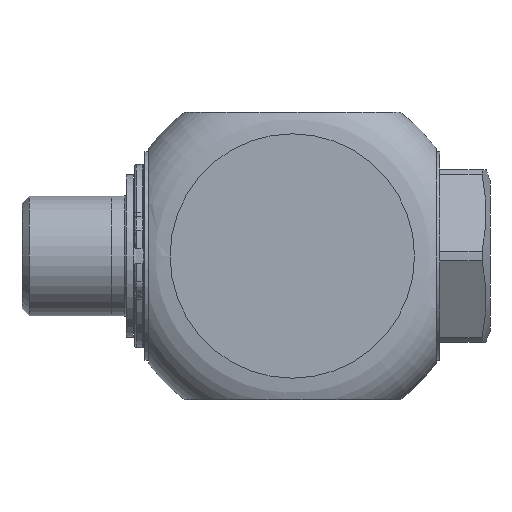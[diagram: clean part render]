
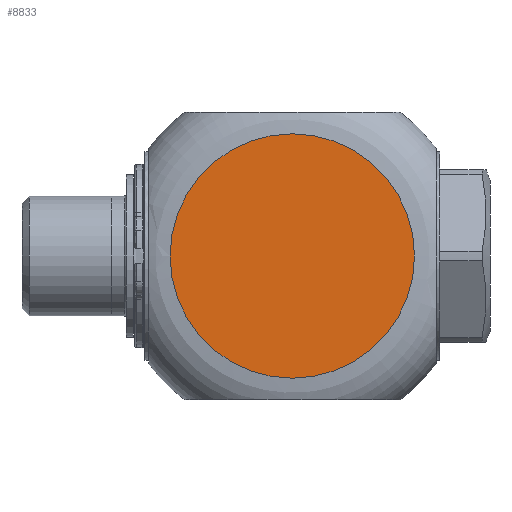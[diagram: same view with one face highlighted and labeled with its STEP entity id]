
A CAD part, front view. The second image highlights one B-rep face of the part: STEP entity #8833.
In plain terms, the highlighted planar face has unit normal (0, -1, 0).
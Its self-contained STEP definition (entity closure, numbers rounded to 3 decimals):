
#1004=CIRCLE('',#9395,17.);
#1744=ORIENTED_EDGE('',*,*,#3338,.T.);
#3338=EDGE_CURVE('',#4186,#4186,#1004,.T.);
#4186=VERTEX_POINT('',#13062);
#4790=EDGE_LOOP('',(#1744));
#5347=FACE_BOUND('',#4790,.T.);
#5707=PLANE('',#9404);
#8833=ADVANCED_FACE('',(#5347),#5707,.F.);
#9395=AXIS2_PLACEMENT_3D('',#13061,#10172,#10173);
#9404=AXIS2_PLACEMENT_3D('',#13135,#10191,#10192);
#10172=DIRECTION('',(0.,-1.,0.));
#10173=DIRECTION('',(-1.,0.,0.));
#10191=DIRECTION('',(0.,1.,0.));
#10192=DIRECTION('',(1.,0.,0.));
#13061=CARTESIAN_POINT('',(20.7,-15.,0.));
#13062=CARTESIAN_POINT('',(3.7,-15.,0.));
#13135=CARTESIAN_POINT('',(0.7,-15.,20.));
